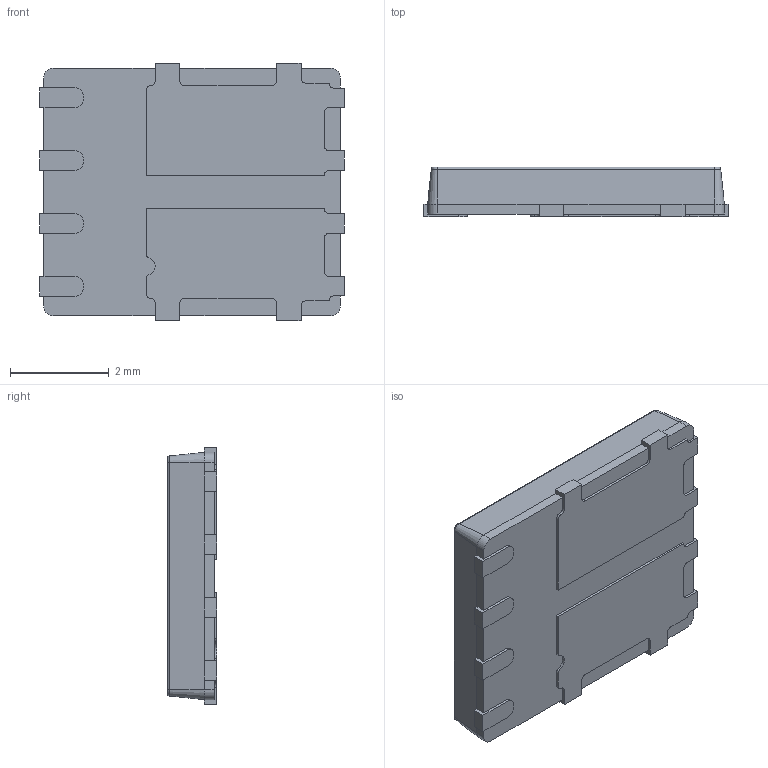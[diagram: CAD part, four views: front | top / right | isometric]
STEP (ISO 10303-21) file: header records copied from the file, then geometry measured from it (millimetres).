
FILE_DESCRIPTION (( 'STEP AP214' ), '1' );
FILE_NAME ('STL36DN6F7.STEP', '2025-07-10T14:52:23', ( '' ), ( '' ), 'SwSTEP 2.0', 'SolidWorks 2020', '' );
FILE_SCHEMA (( 'AUTOMOTIVE_DESIGN' ));
Length unit declared in the file: millimetre
Products named in the file (1): STL36DN6F7
Bounding box: 6.15 x 1 x 5.2 mm (x, y, z)
Volume: 28.7 mm3; surface area: 84.5 mm2
Topology: 2 solids, 2 shells, 155 faces, 410 edges, 260 vertices
Faces by surface type: plane 106, cylinder 41, cone 4, torus 4
Entity records: 5261 total; most frequent: CARTESIAN_POINT 826, ORIENTED_EDGE 820, DIRECTION 812, EDGE_CURVE 410, VECTOR 320, LINE 320, VERTEX_POINT 260, AXIS2_PLACEMENT_3D 246
